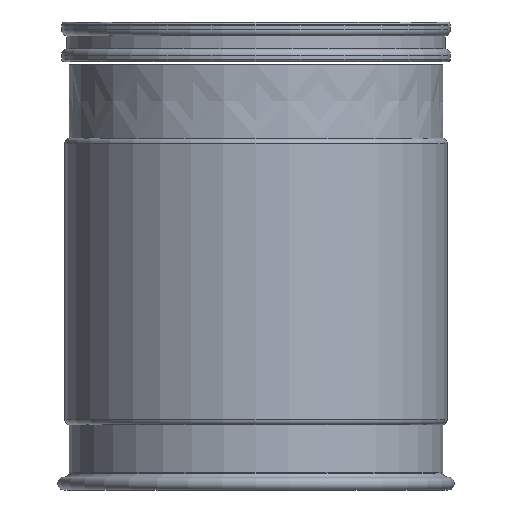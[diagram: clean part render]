
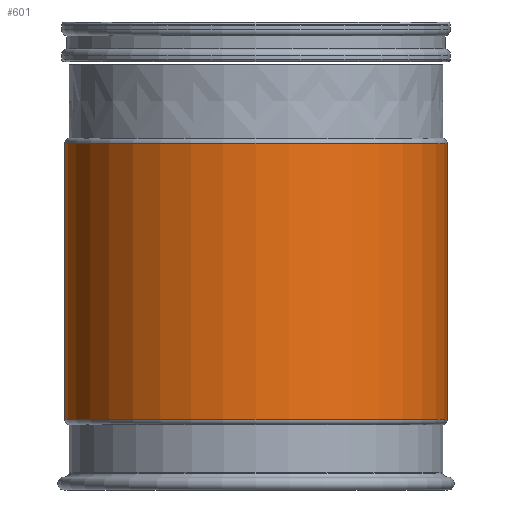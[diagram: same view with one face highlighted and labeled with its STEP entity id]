
A CAD part, front view. The second image highlights one B-rep face of the part: STEP entity #601.
In plain terms, the highlighted cylindrical face has radius 149.523 mm (diameter 299.045 mm), a full revolution.
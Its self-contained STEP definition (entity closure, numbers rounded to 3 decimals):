
#93=FACE_OUTER_BOUND('',#145,.T.);
#145=EDGE_LOOP('',(#486,#487,#488,#489));
#177=LINE('',#1096,#194);
#194=VECTOR('',#890,149.523);
#239=CIRCLE('',#704,149.523);
#240=CIRCLE('',#705,149.523);
#294=VERTEX_POINT('',#1093);
#295=VERTEX_POINT('',#1095);
#359=EDGE_CURVE('',#294,#294,#239,.T.);
#360=EDGE_CURVE('',#294,#295,#177,.T.);
#361=EDGE_CURVE('',#295,#295,#240,.T.);
#486=ORIENTED_EDGE('',*,*,#359,.F.);
#487=ORIENTED_EDGE('',*,*,#360,.T.);
#488=ORIENTED_EDGE('',*,*,#361,.T.);
#489=ORIENTED_EDGE('',*,*,#360,.F.);
#570=CYLINDRICAL_SURFACE('',#703,149.523);
#601=ADVANCED_FACE('',(#93),#570,.T.);
#703=AXIS2_PLACEMENT_3D('',#1092,#886,#887);
#704=AXIS2_PLACEMENT_3D('',#1094,#888,#889);
#705=AXIS2_PLACEMENT_3D('',#1097,#891,#892);
#886=DIRECTION('center_axis',(0.,0.,-1.));
#887=DIRECTION('ref_axis',(-1.,0.,0.));
#888=DIRECTION('center_axis',(0.,0.,-1.));
#889=DIRECTION('ref_axis',(1.,0.,0.));
#890=DIRECTION('',(0.,0.,1.));
#891=DIRECTION('center_axis',(0.,0.,-1.));
#892=DIRECTION('ref_axis',(1.,0.,0.));
#1092=CARTESIAN_POINT('Origin',(0.,0.,158.));
#1093=CARTESIAN_POINT('',(149.523,0.,50.));
#1094=CARTESIAN_POINT('Origin',(0.,0.,50.));
#1095=CARTESIAN_POINT('',(149.523,0.,266.));
#1096=CARTESIAN_POINT('',(149.523,0.,158.));
#1097=CARTESIAN_POINT('Origin',(0.,0.,266.));
